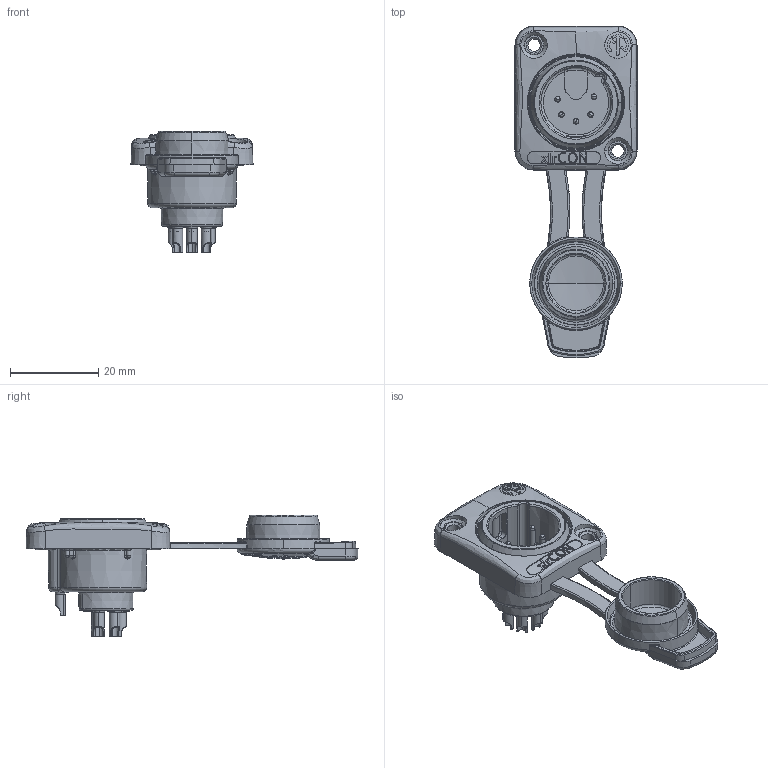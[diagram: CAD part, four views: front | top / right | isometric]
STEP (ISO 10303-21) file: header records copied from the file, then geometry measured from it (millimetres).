
FILE_DESCRIPTION((''),'2;1');
FILE_NAME('30010995','2023-09-29T10:03:18',('SYSTEM'),(''),'CREO PARAMETRIC BY PTC INC, 2021184','CREO PARAMETRIC BY PTC INC, 2021184','');
FILE_SCHEMA(('CONFIG_CONTROL_DESIGN'));
Length unit declared in the file: millimetre
Products named in the file (1): 30010995
Bounding box: 27.7 x 75.29 x 27.5 mm (x, y, z)
Volume: 0 mm3; surface area: 7254.9 mm2
Topology: 1 solids, 2 shells, 1110 faces, 3156 edges, 2038 vertices
Faces by surface type: extrusion 278, plane 243, cylinder 179, bspline 172, cone 96, torus 88, sphere 54
Entity records: 53209 total; most frequent: CARTESIAN_POINT 27111, ORIENTED_EDGE 6186, DIRECTION 4166, EDGE_CURVE 3093, VERTEX_POINT 2039, B_SPLINE_CURVE_WITH_KNOTS 1643, AXIS2_PLACEMENT_3D 1500, EDGE_LOOP 1168
